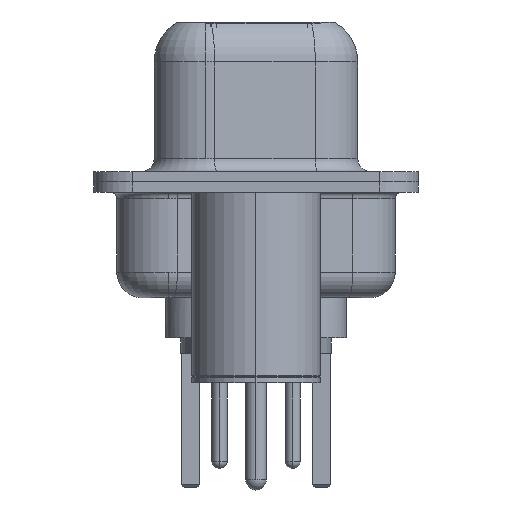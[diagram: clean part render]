
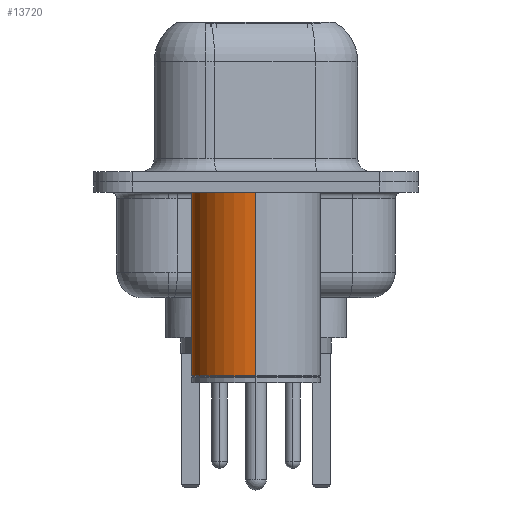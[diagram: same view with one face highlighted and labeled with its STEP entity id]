
A CAD part, left-side view. The second image highlights one B-rep face of the part: STEP entity #13720.
In plain terms, the highlighted cylindrical face has radius 2.5 mm (diameter 5 mm), a partial arc.
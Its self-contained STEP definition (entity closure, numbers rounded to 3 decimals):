
#780 = DIRECTION ( 'NONE',  ( 0., 0., 1. ) ) ;
#920 = EDGE_CURVE ( 'NONE', #7079, #6199, #13232, .T. ) ;
#1949 = EDGE_CURVE ( 'NONE', #6199, #3247, #16732, .T. ) ;
#2707 = DIRECTION ( 'NONE',  ( 0., 0., 1. ) ) ;
#2958 = EDGE_CURVE ( 'NONE', #11767, #3247, #7123, .T. ) ;
#3247 = VERTEX_POINT ( 'NONE', #15309 ) ;
#3249 = CARTESIAN_POINT ( 'NONE',  ( 0., 0., -7.525 ) ) ;
#3867 = CARTESIAN_POINT ( 'NONE',  ( 0., 0., 0.581 ) ) ;
#3960 = EDGE_CURVE ( 'NONE', #7079, #11767, #19451, .T. ) ;
#6199 = VERTEX_POINT ( 'NONE', #11273 ) ;
#7079 = VERTEX_POINT ( 'NONE', #11151 ) ;
#7123 = CIRCLE ( 'NONE', #9149, 2.5 ) ;
#8209 = AXIS2_PLACEMENT_3D ( 'NONE', #3867, #780, #12827 ) ;
#8518 = AXIS2_PLACEMENT_3D ( 'NONE', #3249, #12176, #10672 ) ;
#9149 = AXIS2_PLACEMENT_3D ( 'NONE', #11580, #2707, #13153 ) ;
#9240 = ORIENTED_EDGE ( 'NONE', *, *, #1949, .T. ) ;
#10644 = DIRECTION ( 'NONE',  ( 0., 0., 1. ) ) ;
#10672 = DIRECTION ( 'NONE',  ( 1., 0., 0. ) ) ;
#11151 = CARTESIAN_POINT ( 'NONE',  ( 2.5, 0., -7.525 ) ) ;
#11273 = CARTESIAN_POINT ( 'NONE',  ( -2.5, 0., -7.525 ) ) ;
#11580 = CARTESIAN_POINT ( 'NONE',  ( 0., 0., -0.4 ) ) ;
#11767 = VERTEX_POINT ( 'NONE', #17555 ) ;
#12176 = DIRECTION ( 'NONE',  ( 0., 0., 1. ) ) ;
#12651 = CARTESIAN_POINT ( 'NONE',  ( 2.5, 0., 0.581 ) ) ;
#12827 = DIRECTION ( 'NONE',  ( 1., 0., 0. ) ) ;
#13153 = DIRECTION ( 'NONE',  ( 1., 0., 0. ) ) ;
#13232 = CIRCLE ( 'NONE', #8518, 2.5 ) ;
#13720 = ADVANCED_FACE ( 'NONE', ( #16326 ), #15848, .T. ) ;
#13828 = CARTESIAN_POINT ( 'NONE',  ( -2.5, 0., 0.581 ) ) ;
#14481 = VECTOR ( 'NONE', #17148, 1000. ) ;
#14799 = ORIENTED_EDGE ( 'NONE', *, *, #2958, .F. ) ;
#14934 = ORIENTED_EDGE ( 'NONE', *, *, #3960, .F. ) ;
#15309 = CARTESIAN_POINT ( 'NONE',  ( -2.5, 0., -0.4 ) ) ;
#15784 = VECTOR ( 'NONE', #10644, 1000. ) ;
#15848 = CYLINDRICAL_SURFACE ( 'NONE', #8209, 2.5 ) ;
#16326 = FACE_OUTER_BOUND ( 'NONE', #16615, .T. ) ;
#16615 = EDGE_LOOP ( 'NONE', ( #18303, #9240, #14799, #14934 ) ) ;
#16732 = LINE ( 'NONE', #13828, #15784 ) ;
#17148 = DIRECTION ( 'NONE',  ( 0., 0., 1. ) ) ;
#17555 = CARTESIAN_POINT ( 'NONE',  ( 2.5, 0., -0.4 ) ) ;
#18303 = ORIENTED_EDGE ( 'NONE', *, *, #920, .T. ) ;
#19451 = LINE ( 'NONE', #12651, #14481 ) ;
